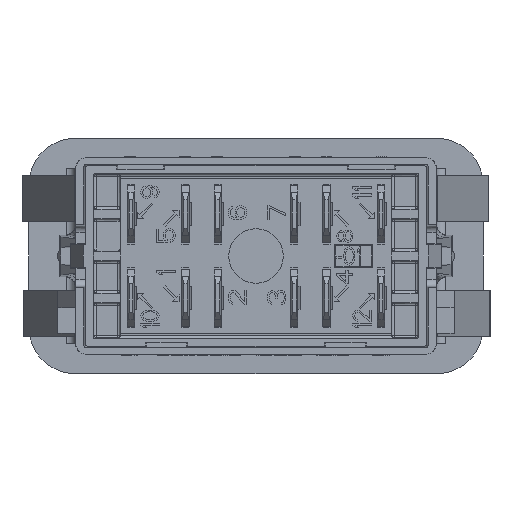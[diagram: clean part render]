
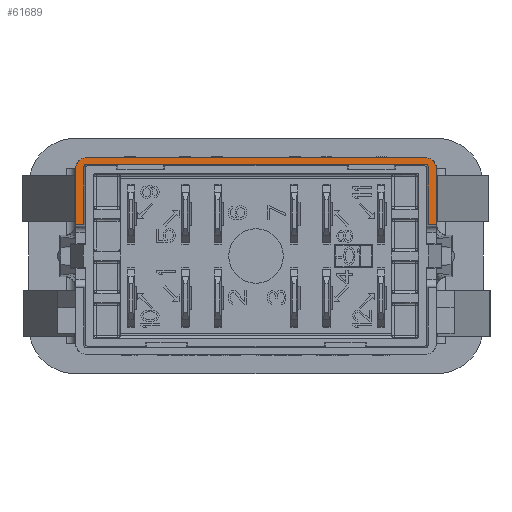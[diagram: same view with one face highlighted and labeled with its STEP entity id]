
A CAD part, front view. The second image highlights one B-rep face of the part: STEP entity #61689.
In plain terms, the highlighted planar face has unit normal (0, -1, 0).
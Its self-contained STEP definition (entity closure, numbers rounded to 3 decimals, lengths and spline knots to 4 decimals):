
#1=DIRECTION('',(1.,0.,0.));
#2=VECTOR('',#1,0.0361);
#3=CARTESIAN_POINT('',(-0.7825,0.,0.1372));
#4=LINE('',#3,#2);
#5=DIRECTION('',(0.,0.,1.));
#6=VECTOR('',#5,0.2403);
#7=CARTESIAN_POINT('',(-0.7825,0.,0.1372));
#8=LINE('',#7,#6);
#9=DIRECTION('',(1.,0.,0.));
#10=VECTOR('',#9,1.465);
#11=CARTESIAN_POINT('',(-0.7325,0.,0.4275));
#12=LINE('',#11,#10);
#13=DIRECTION('',(0.,0.,-1.));
#14=VECTOR('',#13,0.2403);
#15=CARTESIAN_POINT('',(0.7825,0.,0.3775));
#16=LINE('',#15,#14);
#17=DIRECTION('',(1.,0.,0.));
#18=VECTOR('',#17,0.0361);
#19=CARTESIAN_POINT('',(0.7464,0.,0.1372));
#20=LINE('',#19,#18);
#21=DIRECTION('',(0.,0.,1.));
#22=VECTOR('',#21,0.2495);
#23=CARTESIAN_POINT('',(0.7464,0.,0.1372));
#24=LINE('',#23,#22);
#25=DIRECTION('',(-1.,0.,0.));
#26=VECTOR('',#25,1.4728);
#27=CARTESIAN_POINT('',(0.7364,0.,0.3967));
#28=LINE('',#27,#26);
#29=DIRECTION('',(0.,0.,-1.));
#30=VECTOR('',#29,0.2495);
#31=CARTESIAN_POINT('',(-0.7464,0.,0.3867));
#32=LINE('',#31,#30);
#156=CARTESIAN_POINT('',(-0.7464,0.,0.3867));
#157=CARTESIAN_POINT('',(-0.7464,0.,0.3884));
#158=CARTESIAN_POINT('',(-0.7457,0.,0.391));
#159=CARTESIAN_POINT('',(-0.7436,0.,0.3939));
#160=CARTESIAN_POINT('',(-0.7407,0.,0.396));
#161=CARTESIAN_POINT('',(-0.7381,0.,0.3967));
#162=CARTESIAN_POINT('',(-0.7364,0.,0.3967));
#253=CARTESIAN_POINT('',(0.7364,0.,0.3967));
#254=CARTESIAN_POINT('',(0.7381,0.,0.3967));
#255=CARTESIAN_POINT('',(0.7407,0.,0.396));
#256=CARTESIAN_POINT('',(0.7436,0.,0.3939));
#257=CARTESIAN_POINT('',(0.7457,0.,0.391));
#258=CARTESIAN_POINT('',(0.7464,0.,0.3884));
#259=CARTESIAN_POINT('',(0.7464,0.,0.3867));
#4258=CARTESIAN_POINT('',(0.7325,0.,0.3775));
#4259=DIRECTION('',(0.,-1.,0.));
#4260=DIRECTION('',(1.,0.,0.));
#4261=AXIS2_PLACEMENT_3D('',#4258,#4259,#4260);
#40600=CARTESIAN_POINT('',(-0.7325,0.,0.3775));
#40601=DIRECTION('',(0.,-1.,0.));
#40602=DIRECTION('',(0.,0.,1.));
#40603=AXIS2_PLACEMENT_3D('',#40600,#40601,#40602);
#49129=CARTESIAN_POINT('',(0.7825,0.,0.3775));
#49130=CARTESIAN_POINT('',(0.7325,0.,0.4275));
#49131=VERTEX_POINT('',#49129);
#49132=VERTEX_POINT('',#49130);
#49141=CARTESIAN_POINT('',(-0.7325,0.,0.4275));
#49142=CARTESIAN_POINT('',(-0.7825,0.,0.3775));
#49143=VERTEX_POINT('',#49141);
#49144=VERTEX_POINT('',#49142);
#49293=CARTESIAN_POINT('',(0.7364,0.,0.3967));
#49295=VERTEX_POINT('',#49293);
#49297=CARTESIAN_POINT('',(0.7464,0.,0.3867));
#49299=VERTEX_POINT('',#49297);
#51326=CARTESIAN_POINT('',(-0.7364,0.,0.3967));
#51327=VERTEX_POINT('',#51326);
#51328=CARTESIAN_POINT('',(-0.7464,0.,0.3867));
#51329=VERTEX_POINT('',#51328);
#51373=CARTESIAN_POINT('',(-0.7825,0.,0.1372));
#51374=CARTESIAN_POINT('',(-0.7464,0.,0.1372));
#51375=VERTEX_POINT('',#51373);
#51376=VERTEX_POINT('',#51374);
#51377=CARTESIAN_POINT('',(0.7464,0.,0.1372));
#51378=CARTESIAN_POINT('',(0.7825,0.,0.1372));
#51379=VERTEX_POINT('',#51377);
#51380=VERTEX_POINT('',#51378);
#61658=CARTESIAN_POINT('',(0.,0.,0.));
#61659=DIRECTION('',(0.,1.,0.));
#61660=DIRECTION('',(1.,0.,0.));
#61661=AXIS2_PLACEMENT_3D('',#61658,#61659,#61660);
#61662=PLANE('',#61661);
#61664=ORIENTED_EDGE('',*,*,#61663,.F.);
#61666=ORIENTED_EDGE('',*,*,#61665,.T.);
#61668=ORIENTED_EDGE('',*,*,#61667,.F.);
#61670=ORIENTED_EDGE('',*,*,#61669,.T.);
#61672=ORIENTED_EDGE('',*,*,#61671,.F.);
#61674=ORIENTED_EDGE('',*,*,#61673,.T.);
#61676=ORIENTED_EDGE('',*,*,#61675,.F.);
#61678=ORIENTED_EDGE('',*,*,#61677,.T.);
#61680=ORIENTED_EDGE('',*,*,#61679,.F.);
#61682=ORIENTED_EDGE('',*,*,#61681,.T.);
#61684=ORIENTED_EDGE('',*,*,#61683,.F.);
#61686=ORIENTED_EDGE('',*,*,#61685,.T.);
#61687=EDGE_LOOP('',(#61664,#61666,#61668,#61670,#61672,#61674,#61676,#61678,
#61680,#61682,#61684,#61686));
#61688=FACE_OUTER_BOUND('',#61687,.F.);
#163=B_SPLINE_CURVE_WITH_KNOTS('',3,(#156,#157,#158,#159,#160,#161,#162),
.UNSPECIFIED.,.F.,.F.,(4,1,1,1,4),(0.,0.25,0.5,0.75,1.),
.UNSPECIFIED.);
#260=B_SPLINE_CURVE_WITH_KNOTS('',3,(#253,#254,#255,#256,#257,#258,#259),
.UNSPECIFIED.,.F.,.F.,(4,1,1,1,4),(0.,0.25,0.5,0.75,1.),
.UNSPECIFIED.);
#4262=CIRCLE('',#4261,0.05);
#40604=CIRCLE('',#40603,0.05);
#61663=EDGE_CURVE('',#51375,#51376,#4,.T.);
#61665=EDGE_CURVE('',#51375,#49144,#8,.T.);
#61667=EDGE_CURVE('',#49143,#49144,#40604,.T.);
#61669=EDGE_CURVE('',#49143,#49132,#12,.T.);
#61671=EDGE_CURVE('',#49131,#49132,#4262,.T.);
#61673=EDGE_CURVE('',#49131,#51380,#16,.T.);
#61675=EDGE_CURVE('',#51379,#51380,#20,.T.);
#61677=EDGE_CURVE('',#51379,#49299,#24,.T.);
#61679=EDGE_CURVE('',#49295,#49299,#260,.T.);
#61681=EDGE_CURVE('',#49295,#51327,#28,.T.);
#61683=EDGE_CURVE('',#51329,#51327,#163,.T.);
#61685=EDGE_CURVE('',#51329,#51376,#32,.T.);
#61689=ADVANCED_FACE('',(#61688),#61662,.F.);
